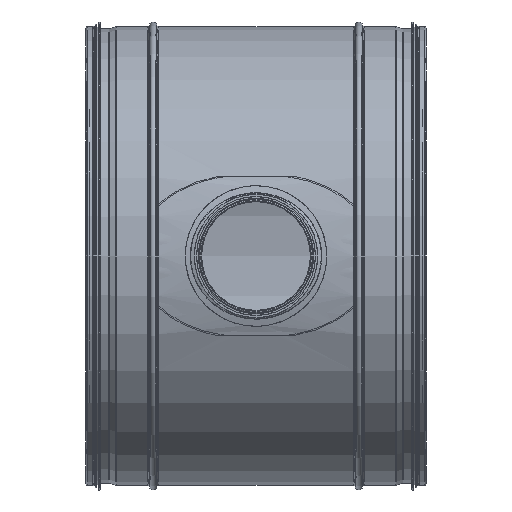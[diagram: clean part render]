
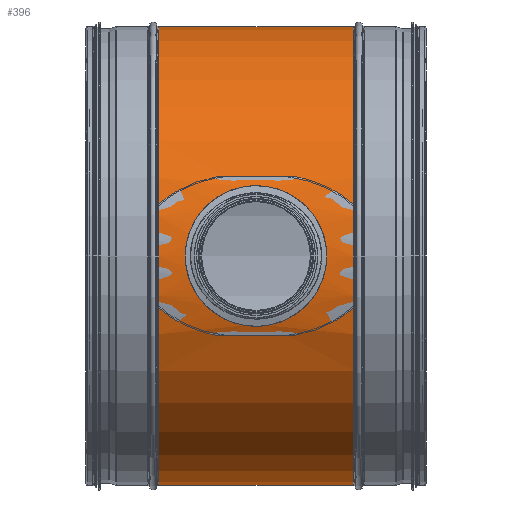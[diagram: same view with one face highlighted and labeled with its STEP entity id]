
A CAD part, left-side view. The second image highlights one B-rep face of the part: STEP entity #396.
In plain terms, the highlighted cylindrical face has radius 249.375 mm (diameter 498.75 mm), a full revolution.
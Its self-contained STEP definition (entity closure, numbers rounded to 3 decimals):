
#129=CARTESIAN_POINT('',(-237.375,184.5,-76.426));
#130=VERTEX_POINT('',#129);
#170=CARTESIAN_POINT('',(-237.375,184.5,76.426));
#171=VERTEX_POINT('',#170);
#194=CARTESIAN_POINT('',(-249.375,107.5,0.));
#195=VERTEX_POINT('',#194);
#196=CARTESIAN_POINT('',(-237.375,184.5,76.426));
#197=CARTESIAN_POINT('',(-237.375,179.654,76.426));
#198=CARTESIAN_POINT('',(-237.525,174.651,75.965));
#199=CARTESIAN_POINT('',(-238.135,164.713,74.031));
#200=CARTESIAN_POINT('',(-238.594,159.779,72.559));
#201=CARTESIAN_POINT('',(-239.741,150.325,68.677));
#202=CARTESIAN_POINT('',(-240.428,145.797,66.263));
#203=CARTESIAN_POINT('',(-241.894,137.425,60.691));
#204=CARTESIAN_POINT('',(-242.672,133.581,57.532));
#205=CARTESIAN_POINT('',(-244.171,126.764,50.796));
#206=CARTESIAN_POINT('',(-244.945,123.555,46.983));
#207=CARTESIAN_POINT('',(-246.396,117.884,38.662));
#208=CARTESIAN_POINT('',(-247.071,115.422,34.153));
#209=CARTESIAN_POINT('',(-248.192,111.458,24.725));
#210=CARTESIAN_POINT('',(-248.638,109.952,19.796));
#211=CARTESIAN_POINT('',(-249.23,107.973,9.861));
#212=CARTESIAN_POINT('',(-249.375,107.5,4.854));
#213=CARTESIAN_POINT('',(-249.375,107.5,0.));
#214=B_SPLINE_CURVE_WITH_KNOTS('',3,(#196,#197,#198,#199,#200,#201,#202,#203,#204,#205,#206,#207,#208,#209,#210,#211,#212,#213),.UNSPECIFIED.,.F.,.U.,(4,2,2,2,2,2,2,2,4),(0.0,1.454,2.908,4.362,5.815,7.272,8.728,10.184,11.64),.UNSPECIFIED.);
#215=EDGE_CURVE('',#171,#195,#214,.T.);
#252=CARTESIAN_POINT('',(-249.375,107.5,0.));
#253=CARTESIAN_POINT('',(-249.375,107.5,-4.854));
#254=CARTESIAN_POINT('',(-249.23,107.973,-9.861));
#255=CARTESIAN_POINT('',(-248.638,109.952,-19.796));
#256=CARTESIAN_POINT('',(-248.192,111.458,-24.725));
#257=CARTESIAN_POINT('',(-247.071,115.422,-34.153));
#258=CARTESIAN_POINT('',(-246.396,117.884,-38.662));
#259=CARTESIAN_POINT('',(-244.945,123.555,-46.983));
#260=CARTESIAN_POINT('',(-244.171,126.764,-50.796));
#261=CARTESIAN_POINT('',(-242.672,133.581,-57.532));
#262=CARTESIAN_POINT('',(-241.894,137.425,-60.691));
#263=CARTESIAN_POINT('',(-240.428,145.797,-66.263));
#264=CARTESIAN_POINT('',(-239.741,150.325,-68.677));
#265=CARTESIAN_POINT('',(-238.594,159.779,-72.559));
#266=CARTESIAN_POINT('',(-238.135,164.713,-74.031));
#267=CARTESIAN_POINT('',(-237.525,174.651,-75.965));
#268=CARTESIAN_POINT('',(-237.375,179.654,-76.426));
#269=CARTESIAN_POINT('',(-237.375,184.5,-76.426));
#270=B_SPLINE_CURVE_WITH_KNOTS('',3,(#252,#253,#254,#255,#256,#257,#258,#259,#260,#261,#262,#263,#264,#265,#266,#267,#268,#269),.UNSPECIFIED.,.F.,.U.,(4,2,2,2,2,2,2,2,4),(11.64,13.096,14.552,16.008,17.464,18.918,20.372,21.826,23.279),.UNSPECIFIED.);
#271=EDGE_CURVE('',#195,#130,#270,.T.);
#281=CARTESIAN_POINT('',(-249.375,261.5,0.));
#282=VERTEX_POINT('',#281);
#283=CARTESIAN_POINT('',(-249.375,261.5,0.));
#284=CARTESIAN_POINT('',(-249.375,261.5,4.854));
#285=CARTESIAN_POINT('',(-249.23,261.027,9.861));
#286=CARTESIAN_POINT('',(-248.638,259.048,19.796));
#287=CARTESIAN_POINT('',(-248.192,257.542,24.725));
#288=CARTESIAN_POINT('',(-247.071,253.578,34.153));
#289=CARTESIAN_POINT('',(-246.396,251.116,38.662));
#290=CARTESIAN_POINT('',(-244.945,245.445,46.983));
#291=CARTESIAN_POINT('',(-244.171,242.236,50.796));
#292=CARTESIAN_POINT('',(-242.672,235.419,57.532));
#293=CARTESIAN_POINT('',(-241.894,231.575,60.691));
#294=CARTESIAN_POINT('',(-240.428,223.203,66.263));
#295=CARTESIAN_POINT('',(-239.741,218.675,68.677));
#296=CARTESIAN_POINT('',(-238.594,209.221,72.559));
#297=CARTESIAN_POINT('',(-238.135,204.287,74.031));
#298=CARTESIAN_POINT('',(-237.525,194.349,75.965));
#299=CARTESIAN_POINT('',(-237.375,189.346,76.426));
#300=CARTESIAN_POINT('',(-237.375,184.5,76.426));
#301=B_SPLINE_CURVE_WITH_KNOTS('',3,(#283,#284,#285,#286,#287,#288,#289,#290,#291,#292,#293,#294,#295,#296,#297,#298,#299,#300),.UNSPECIFIED.,.F.,.U.,(4,2,2,2,2,2,2,2,4),(34.919,36.375,37.831,39.287,40.743,42.197,43.651,45.105,46.559),.UNSPECIFIED.);
#302=EDGE_CURVE('',#282,#171,#301,.T.);
#304=CARTESIAN_POINT('',(-237.375,184.5,-76.426));
#305=CARTESIAN_POINT('',(-237.375,189.346,-76.426));
#306=CARTESIAN_POINT('',(-237.525,194.349,-75.965));
#307=CARTESIAN_POINT('',(-238.135,204.287,-74.031));
#308=CARTESIAN_POINT('',(-238.594,209.221,-72.559));
#309=CARTESIAN_POINT('',(-239.741,218.675,-68.677));
#310=CARTESIAN_POINT('',(-240.428,223.203,-66.263));
#311=CARTESIAN_POINT('',(-241.894,231.575,-60.691));
#312=CARTESIAN_POINT('',(-242.672,235.419,-57.532));
#313=CARTESIAN_POINT('',(-244.171,242.236,-50.796));
#314=CARTESIAN_POINT('',(-244.945,245.445,-46.983));
#315=CARTESIAN_POINT('',(-246.396,251.116,-38.662));
#316=CARTESIAN_POINT('',(-247.071,253.578,-34.153));
#317=CARTESIAN_POINT('',(-248.192,257.542,-24.725));
#318=CARTESIAN_POINT('',(-248.638,259.048,-19.796));
#319=CARTESIAN_POINT('',(-249.23,261.027,-9.861));
#320=CARTESIAN_POINT('',(-249.375,261.5,-4.854));
#321=CARTESIAN_POINT('',(-249.375,261.5,0.));
#322=B_SPLINE_CURVE_WITH_KNOTS('',3,(#304,#305,#306,#307,#308,#309,#310,#311,#312,#313,#314,#315,#316,#317,#318,#319,#320,#321),.UNSPECIFIED.,.F.,.U.,(4,2,2,2,2,2,2,2,4),(23.279,24.733,26.187,27.641,29.095,30.551,32.007,33.463,34.919),.UNSPECIFIED.);
#323=EDGE_CURVE('',#130,#282,#322,.T.);
#363=CARTESIAN_POINT('',(0.0,131.5,0.0));
#364=DIRECTION('',(0.0,-1.0,0.0));
#365=DIRECTION('',(1.0,0.0,0.0));
#366=AXIS2_PLACEMENT_3D('',#363,#364,#365);
#367=CYLINDRICAL_SURFACE('',#366,249.375);
#368=CARTESIAN_POINT('',(249.375,290.5,0.0));
#369=VERTEX_POINT('',#368);
#370=CARTESIAN_POINT('',(0.0,290.5,0.0));
#371=DIRECTION('',(0.0,-1.0,0.0));
#372=DIRECTION('',(1.0,0.0,0.0));
#373=AXIS2_PLACEMENT_3D('',#370,#371,#372);
#374=CIRCLE('',#373,249.375);
#375=EDGE_CURVE('',#369,#369,#374,.T.);
#376=ORIENTED_EDGE('',*,*,#375,.T.);
#377=EDGE_LOOP('',(#376));
#378=FACE_OUTER_BOUND('',#377,.T.);
#379=ORIENTED_EDGE('',*,*,#271,.T.);
#380=ORIENTED_EDGE('',*,*,#323,.T.);
#381=ORIENTED_EDGE('',*,*,#302,.T.);
#382=ORIENTED_EDGE('',*,*,#215,.T.);
#383=EDGE_LOOP('',(#379,#380,#381,#382));
#384=FACE_BOUND('',#383,.T.);
#385=CARTESIAN_POINT('',(249.375,78.5,0.0));
#386=VERTEX_POINT('',#385);
#387=CARTESIAN_POINT('',(0.0,78.5,0.0));
#388=DIRECTION('',(0.0,-1.0,0.0));
#389=DIRECTION('',(1.0,0.0,0.0));
#390=AXIS2_PLACEMENT_3D('',#387,#388,#389);
#391=CIRCLE('',#390,249.375);
#392=EDGE_CURVE('',#386,#386,#391,.T.);
#393=ORIENTED_EDGE('',*,*,#392,.F.);
#394=EDGE_LOOP('',(#393));
#395=FACE_BOUND('',#394,.T.);
#396=ADVANCED_FACE('',(#378,#384,#395),#367,.T.);
